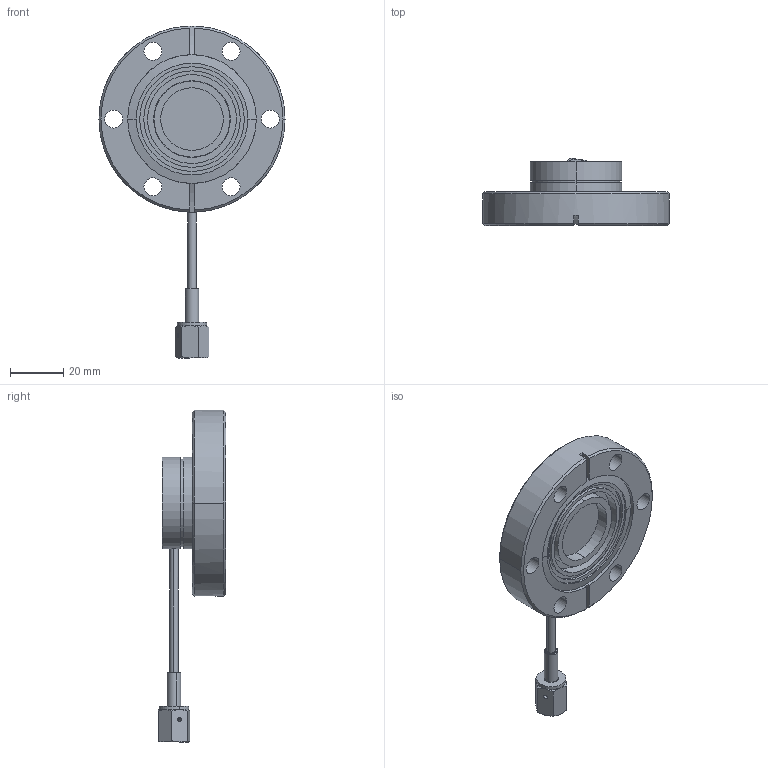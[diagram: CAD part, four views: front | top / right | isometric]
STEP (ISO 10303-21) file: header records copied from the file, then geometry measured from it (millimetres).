
FILE_DESCRIPTION (( 'STEP AP203' ), '1' );
FILE_NAME ('A7845-2-CF.STEP', '2012-10-26T19:02:55', ( '' ), ( '' ), 'SwSTEP 2.0', 'SolidWorks 2012', '' );
FILE_SCHEMA (( 'CONFIG_CONTROL_DESIGN' ));
Length unit declared in the file: inch
Products named in the file (1): A7845-2-CF
Bounding box: 69.85 x 25.47 x 124.59 mm (x, y, z)
Volume: 42829.6 mm3; surface area: 25489.5 mm2
Topology: 1 solids, 2 shells, 220 faces, 502 edges, 310 vertices
Faces by surface type: cylinder 95, cone 67, plane 52, bspline 4, torus 2
Entity records: 6587 total; most frequent: CARTESIAN_POINT 1394, DIRECTION 1166, ORIENTED_EDGE 1004, AXIS2_PLACEMENT_3D 502, EDGE_CURVE 502, VERTEX_POINT 310, CIRCLE 285, EDGE_LOOP 264
